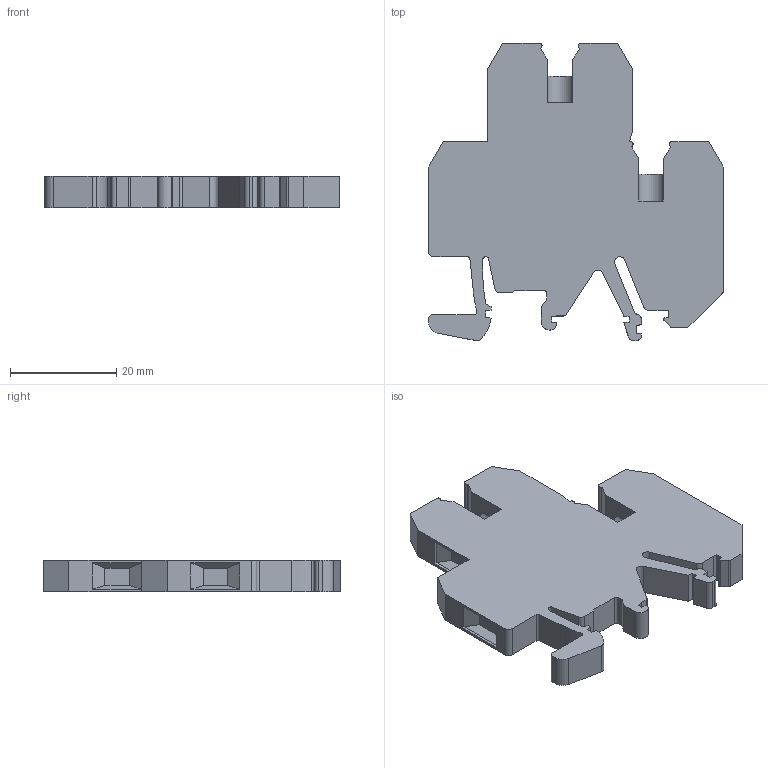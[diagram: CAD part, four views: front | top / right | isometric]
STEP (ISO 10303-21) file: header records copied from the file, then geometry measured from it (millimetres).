
FILE_DESCRIPTION((''),'2;1');
FILE_NAME('USK4-2-2','2023-10-10T',('dell'),(''),'PRO/ENGINEER BY PARAMETRIC TECHNOLOGY CORPORATION, 2013230','PRO/ENGINEER BY PARAMETRIC TECHNOLOGY CORPORATION, 2013230','');
FILE_SCHEMA(('AUTOMOTIVE_DESIGN { 1 0 10303 214 1 1 1 1 }'));
Length unit declared in the file: millimetre
Products named in the file (1): USK4-2-2
Bounding box: 55.5 x 56 x 6 mm (x, y, z)
Volume: 11596.6 mm3; surface area: 6550.1 mm2
Topology: 1 solids, 1 shells, 151 faces, 413 edges, 270 vertices
Faces by surface type: plane 114, cylinder 37
Entity records: 4801 total; most frequent: CARTESIAN_POINT 836, ORIENTED_EDGE 826, DIRECTION 789, EDGE_CURVE 413, VECTOR 339, LINE 339, VERTEX_POINT 270, AXIS2_PLACEMENT_3D 225
